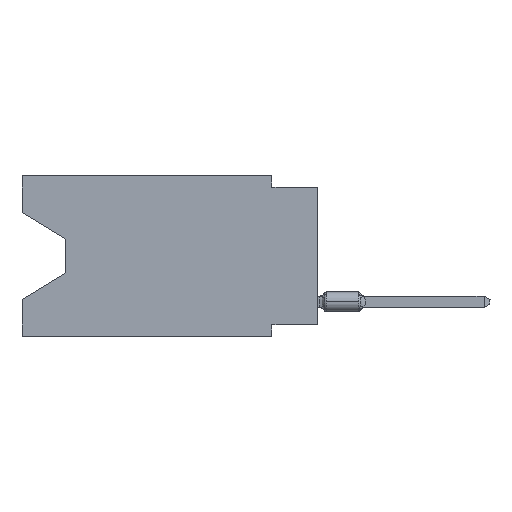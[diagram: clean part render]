
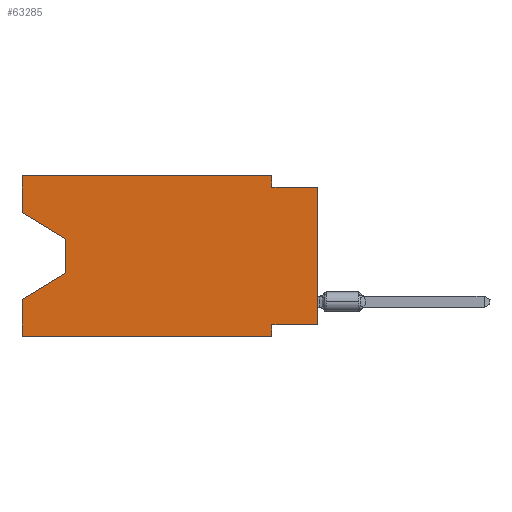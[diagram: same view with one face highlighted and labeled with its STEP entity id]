
A CAD part, left-side view. The second image highlights one B-rep face of the part: STEP entity #63285.
In plain terms, the highlighted planar face has unit normal (-1, 0, 0).
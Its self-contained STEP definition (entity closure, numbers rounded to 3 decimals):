
#2325 = LINE ( 'NONE', #7803, #65024 ) ;
#2615 = ORIENTED_EDGE ( 'NONE', *, *, #31982, .T. ) ;
#3482 = ORIENTED_EDGE ( 'NONE', *, *, #19076, .T. ) ;
#4300 = EDGE_CURVE ( 'NONE', #5246, #39543, #21533, .T. ) ;
#5246 = VERTEX_POINT ( 'NONE', #32359 ) ;
#6391 = DIRECTION ( 'NONE',  ( 0., 0., 1. ) ) ;
#6724 = VERTEX_POINT ( 'NONE', #37817 ) ;
#7306 = CARTESIAN_POINT ( 'NONE',  ( 0., 0., -0.635 ) ) ;
#7388 = LINE ( 'NONE', #32505, #13664 ) ;
#7423 = VECTOR ( 'NONE', #41097, 1000. ) ;
#7712 = DIRECTION ( 'NONE',  ( 0., 0.855, -0.519 ) ) ;
#7803 = CARTESIAN_POINT ( 'NONE',  ( 0., 16.383, -2.038 ) ) ;
#7894 = LINE ( 'NONE', #17877, #24703 ) ;
#8782 = EDGE_CURVE ( 'NONE', #29241, #39543, #38902, .T. ) ;
#9930 = DIRECTION ( 'NONE',  ( 0., -1., 0. ) ) ;
#13664 = VECTOR ( 'NONE', #28380, 1000. ) ;
#14334 = PLANE ( 'NONE',  #62915 ) ;
#14662 = LINE ( 'NONE', #24325, #7423 ) ;
#16387 = LINE ( 'NONE', #21903, #39403 ) ;
#16763 = LINE ( 'NONE', #32562, #40505 ) ;
#17125 = CARTESIAN_POINT ( 'NONE',  ( 0., 13.97, -3.505 ) ) ;
#17640 = VECTOR ( 'NONE', #6391, 1000. ) ;
#17877 = CARTESIAN_POINT ( 'NONE',  ( 0., 2.54, 0. ) ) ;
#18365 = LINE ( 'NONE', #50279, #64902 ) ;
#19076 = EDGE_CURVE ( 'NONE', #6724, #52624, #2325, .T. ) ;
#19571 = LINE ( 'NONE', #50800, #43185 ) ;
#21533 = LINE ( 'NONE', #62357, #31767 ) ;
#21903 = CARTESIAN_POINT ( 'NONE',  ( 0., 16.383, 0. ) ) ;
#22784 = VERTEX_POINT ( 'NONE', #7306 ) ;
#23336 = EDGE_CURVE ( 'NONE', #6724, #35012, #14662, .T. ) ;
#24325 = CARTESIAN_POINT ( 'NONE',  ( 0., 16.383, 0. ) ) ;
#24488 = ORIENTED_EDGE ( 'NONE', *, *, #4300, .F. ) ;
#24703 = VECTOR ( 'NONE', #38806, 1000. ) ;
#25255 = VECTOR ( 'NONE', #62487, 1000. ) ;
#25682 = DIRECTION ( 'NONE',  ( 1., 0., 0. ) ) ;
#25920 = EDGE_CURVE ( 'NONE', #61538, #5246, #16763, .T. ) ;
#26226 = ORIENTED_EDGE ( 'NONE', *, *, #25920, .F. ) ;
#26415 = CARTESIAN_POINT ( 'NONE',  ( 0., 16.383, -8.89 ) ) ;
#26642 = VERTEX_POINT ( 'NONE', #30058 ) ;
#26700 = DIRECTION ( 'NONE',  ( 0., 0., -1. ) ) ;
#27218 = ORIENTED_EDGE ( 'NONE', *, *, #27514, .T. ) ;
#27514 = EDGE_CURVE ( 'NONE', #52624, #60728, #52533, .T. ) ;
#28380 = DIRECTION ( 'NONE',  ( 0., 0., 1. ) ) ;
#29241 = VERTEX_POINT ( 'NONE', #26415 ) ;
#30058 = CARTESIAN_POINT ( 'NONE',  ( 0., 16.383, -6.852 ) ) ;
#30942 = CARTESIAN_POINT ( 'NONE',  ( 0., 2.54, -8.89 ) ) ;
#31749 = CARTESIAN_POINT ( 'NONE',  ( 0., 2.54, -0.635 ) ) ;
#31767 = VECTOR ( 'NONE', #26700, 1000. ) ;
#31982 = EDGE_CURVE ( 'NONE', #60728, #26642, #18365, .T. ) ;
#32359 = CARTESIAN_POINT ( 'NONE',  ( 0., 2.54, -8.255 ) ) ;
#32505 = CARTESIAN_POINT ( 'NONE',  ( 0., 0., 0. ) ) ;
#32562 = CARTESIAN_POINT ( 'NONE',  ( 0., 0., -8.255 ) ) ;
#32866 = LINE ( 'NONE', #53420, #17640 ) ;
#35012 = VERTEX_POINT ( 'NONE', #54999 ) ;
#35305 = DIRECTION ( 'NONE',  ( 0., 0., -1. ) ) ;
#37817 = CARTESIAN_POINT ( 'NONE',  ( 0., 16.383, -2.038 ) ) ;
#38806 = DIRECTION ( 'NONE',  ( 0., 0., -1. ) ) ;
#38902 = LINE ( 'NONE', #44732, #42793 ) ;
#39403 = VECTOR ( 'NONE', #52083, 1000. ) ;
#39543 = VERTEX_POINT ( 'NONE', #30942 ) ;
#39879 = ORIENTED_EDGE ( 'NONE', *, *, #62701, .F. ) ;
#40505 = VECTOR ( 'NONE', #42159, 1000. ) ;
#40791 = ORIENTED_EDGE ( 'NONE', *, *, #23336, .F. ) ;
#41097 = DIRECTION ( 'NONE',  ( 0., 0., 1. ) ) ;
#42052 = EDGE_CURVE ( 'NONE', #35012, #52865, #16387, .T. ) ;
#42159 = DIRECTION ( 'NONE',  ( 0., 1., 0. ) ) ;
#42793 = VECTOR ( 'NONE', #55711, 1000. ) ;
#43185 = VECTOR ( 'NONE', #9930, 1000. ) ;
#43530 = DIRECTION ( 'NONE',  ( 0., -0.855, -0.519 ) ) ;
#44565 = CARTESIAN_POINT ( 'NONE',  ( 0., 13.97, -5.385 ) ) ;
#44732 = CARTESIAN_POINT ( 'NONE',  ( 0., 16.383, -8.89 ) ) ;
#47496 = ORIENTED_EDGE ( 'NONE', *, *, #42052, .F. ) ;
#48233 = ORIENTED_EDGE ( 'NONE', *, *, #58325, .F. ) ;
#48343 = EDGE_LOOP ( 'NONE', ( #3482, #27218, #2615, #56449, #62973, #24488, #26226, #60630, #48233, #39879, #47496, #40791 ) ) ;
#49478 = CARTESIAN_POINT ( 'NONE',  ( 0., 0., -8.255 ) ) ;
#50279 = CARTESIAN_POINT ( 'NONE',  ( 0., 13.97, -5.385 ) ) ;
#50800 = CARTESIAN_POINT ( 'NONE',  ( 0., 0., -0.635 ) ) ;
#51047 = FACE_OUTER_BOUND ( 'NONE', #48343, .T. ) ;
#51537 = CARTESIAN_POINT ( 'NONE',  ( 0., 13.97, -3.505 ) ) ;
#52083 = DIRECTION ( 'NONE',  ( 0., -1., 0. ) ) ;
#52533 = LINE ( 'NONE', #51537, #25255 ) ;
#52624 = VERTEX_POINT ( 'NONE', #17125 ) ;
#52865 = VERTEX_POINT ( 'NONE', #61358 ) ;
#53121 = EDGE_CURVE ( 'NONE', #29241, #26642, #32866, .T. ) ;
#53420 = CARTESIAN_POINT ( 'NONE',  ( 0., 16.383, 0. ) ) ;
#54999 = CARTESIAN_POINT ( 'NONE',  ( 0., 16.383, 0. ) ) ;
#55711 = DIRECTION ( 'NONE',  ( 0., -1., 0. ) ) ;
#56449 = ORIENTED_EDGE ( 'NONE', *, *, #53121, .F. ) ;
#56538 = CARTESIAN_POINT ( 'NONE',  ( 0., 16.383, 0. ) ) ;
#58325 = EDGE_CURVE ( 'NONE', #59698, #22784, #19571, .T. ) ;
#59460 = EDGE_CURVE ( 'NONE', #61538, #22784, #7388, .T. ) ;
#59698 = VERTEX_POINT ( 'NONE', #31749 ) ;
#60630 = ORIENTED_EDGE ( 'NONE', *, *, #59460, .T. ) ;
#60728 = VERTEX_POINT ( 'NONE', #44565 ) ;
#61358 = CARTESIAN_POINT ( 'NONE',  ( 0., 2.54, 0. ) ) ;
#61538 = VERTEX_POINT ( 'NONE', #49478 ) ;
#62357 = CARTESIAN_POINT ( 'NONE',  ( 0., 2.54, -8.89 ) ) ;
#62487 = DIRECTION ( 'NONE',  ( 0., 0., -1. ) ) ;
#62701 = EDGE_CURVE ( 'NONE', #52865, #59698, #7894, .T. ) ;
#62915 = AXIS2_PLACEMENT_3D ( 'NONE', #56538, #25682, #35305 ) ;
#62973 = ORIENTED_EDGE ( 'NONE', *, *, #8782, .T. ) ;
#63285 = ADVANCED_FACE ( 'NONE', ( #51047 ), #14334, .F. ) ;
#64902 = VECTOR ( 'NONE', #7712, 1000. ) ;
#65024 = VECTOR ( 'NONE', #43530, 1000. ) ;
